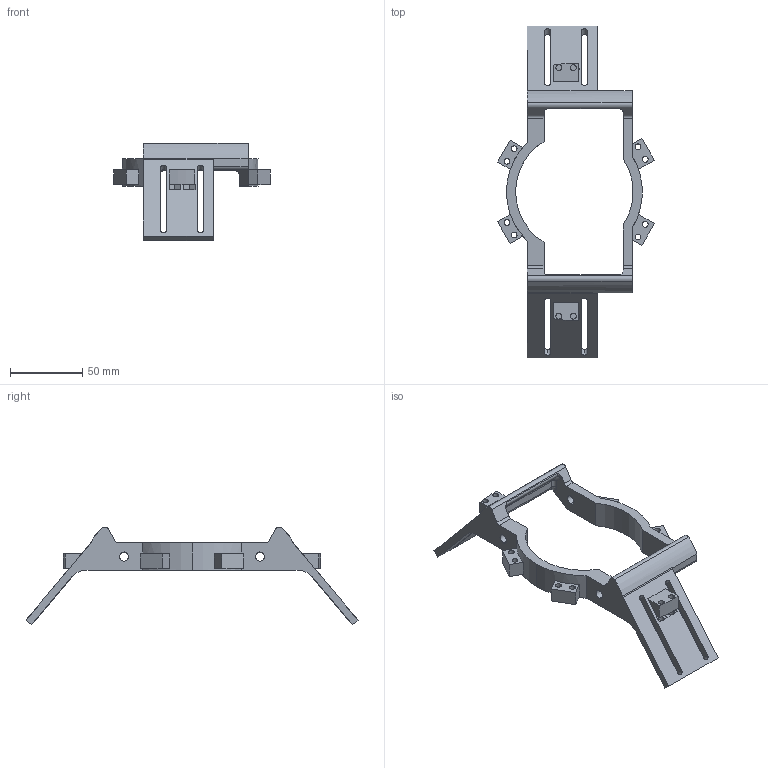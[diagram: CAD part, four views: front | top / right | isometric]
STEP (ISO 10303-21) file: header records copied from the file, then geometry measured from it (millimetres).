
FILE_DESCRIPTION (( 'STEP AP214' ), '1' );
FILE_NAME ('roller frame.STEP', '2025-04-18T07:23:10', ( '' ), ( '' ), 'SwSTEP 2.0', 'SolidWorks 2024', '' );
FILE_SCHEMA (( 'AUTOMOTIVE_DESIGN' ));
Length unit declared in the file: inch
Products named in the file (1): roller frame
Bounding box: 108.48 x 229.52 x 67.64 mm (x, y, z)
Volume: 92116 mm3; surface area: 41800 mm2
Topology: 1 solids, 1 shells, 198 faces, 564 edges, 368 vertices
Faces by surface type: cylinder 91, plane 90, torus 13, sphere 4
Entity records: 6660 total; most frequent: CARTESIAN_POINT 1222, DIRECTION 1167, ORIENTED_EDGE 1124, EDGE_CURVE 562, AXIS2_PLACEMENT_3D 419, VERTEX_POINT 368, VECTOR 329, LINE 329
